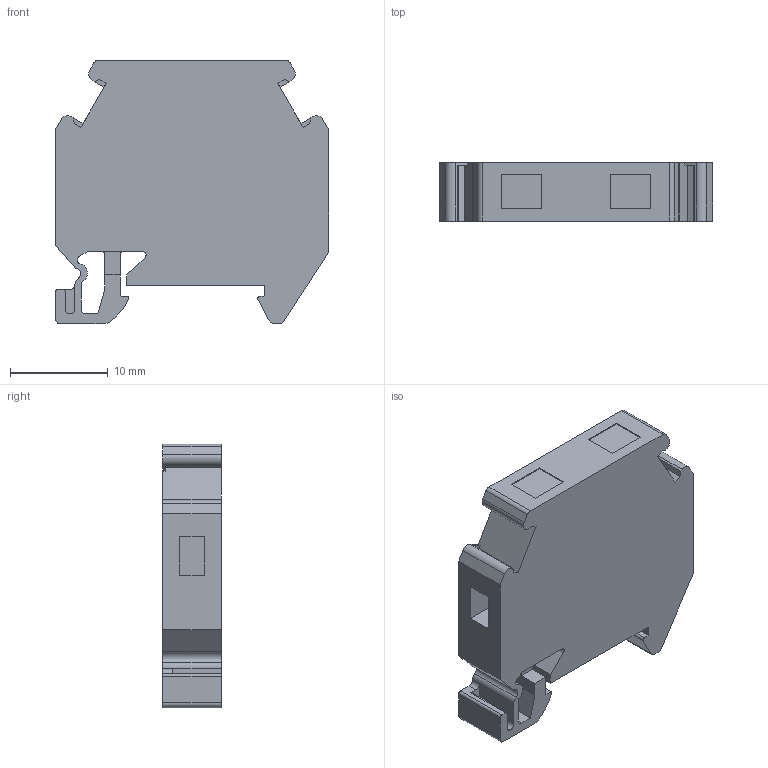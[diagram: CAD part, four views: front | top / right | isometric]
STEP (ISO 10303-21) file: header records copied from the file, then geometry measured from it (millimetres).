
FILE_DESCRIPTION(/* description */ ('Unknown'),/* implementation_level */ '2;1');
FILE_NAME(/* name */ 'MCT2.5MC_GY_3D',/* time_stamp */ '2020-05-15T09:12:07+06:00',/* author */ ('Unknown'),/* organization */ ('Unknown'),/* preprocessor_version */ 'ST-DEVELOPER v16.7',/* originating_system */ 'DEX',/* authorisation */ $);
FILE_SCHEMA (('AUTOMOTIVE_DESIGN {1 0 10303 214 3 1 1}'));
Length unit declared in the file: millimetre
Products named in the file (1): Part3
Bounding box: 28 x 6 x 27 mm (x, y, z)
Volume: 3358.6 mm3; surface area: 2442.5 mm2
Topology: 1 solids, 1 shells, 102 faces, 291 edges, 194 vertices
Faces by surface type: plane 75, cylinder 27
Entity records: 4051 total; most frequent: CARTESIAN_POINT 588, ORIENTED_EDGE 582, DIRECTION 551, EDGE_CURVE 291, LINE 237, VECTOR 237, VERTEX_POINT 194, AXIS2_PLACEMENT_3D 157
